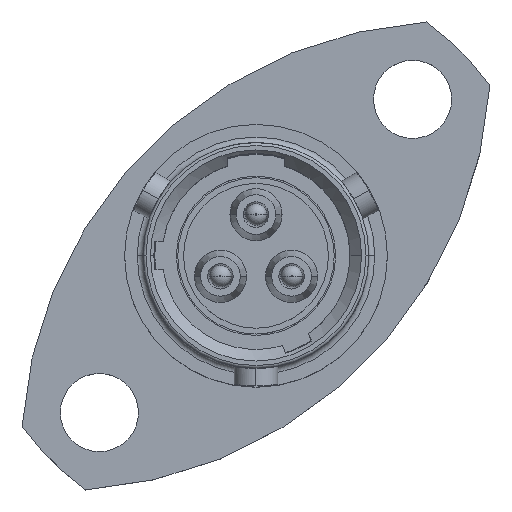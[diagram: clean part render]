
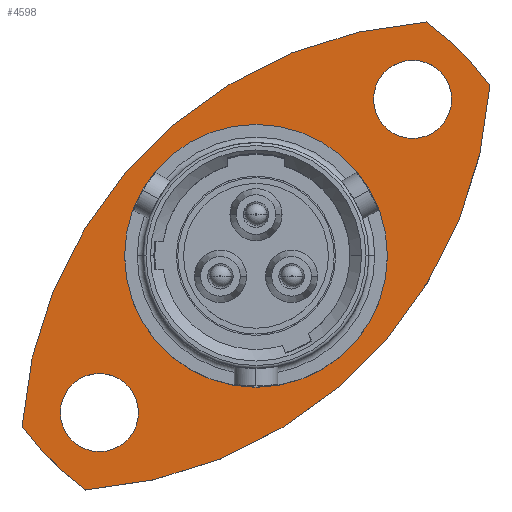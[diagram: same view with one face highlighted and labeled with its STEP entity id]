
A CAD part, top view. The second image highlights one B-rep face of the part: STEP entity #4598.
In plain terms, the highlighted planar face has unit normal (0, 0, 1).
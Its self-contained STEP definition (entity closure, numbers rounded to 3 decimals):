
#195 = VERTEX_POINT ( 'NONE', #17168 ) ;
#336 = DIRECTION ( 'NONE',  ( 0., 0., 1. ) ) ;
#388 = CARTESIAN_POINT ( 'NONE',  ( 0., 0., 9.2 ) ) ;
#400 = VERTEX_POINT ( 'NONE', #3502 ) ;
#420 = DIRECTION ( 'NONE',  ( 0., 0., -1. ) ) ;
#472 = AXIS2_PLACEMENT_3D ( 'NONE', #12200, #17231, #5441 ) ;
#509 = EDGE_CURVE ( 'NONE', #16854, #17466, #12174, .T. ) ;
#573 = CARTESIAN_POINT ( 'NONE',  ( -5.409, -5.409, 9.2 ) ) ;
#633 = CARTESIAN_POINT ( 'NONE',  ( 0., 0., 9.2 ) ) ;
#855 = CARTESIAN_POINT ( 'NONE',  ( -4.537, 0., 9.2 ) ) ;
#948 = AXIS2_PLACEMENT_3D ( 'NONE', #18849, #20614, #7184 ) ;
#1400 = AXIS2_PLACEMENT_3D ( 'NONE', #19296, #17715, #9211 ) ;
#2076 = DIRECTION ( 'NONE',  ( 1., 0., 0. ) ) ;
#2175 = DIRECTION ( 'NONE',  ( 0., 0., 1. ) ) ;
#2583 = CIRCLE ( 'NONE', #13906, 1.35 ) ;
#2945 = AXIS2_PLACEMENT_3D ( 'NONE', #19421, #14454, #17906 ) ;
#3294 = ORIENTED_EDGE ( 'NONE', *, *, #21358, .F. ) ;
#3359 = ORIENTED_EDGE ( 'NONE', *, *, #10099, .T. ) ;
#3502 = CARTESIAN_POINT ( 'NONE',  ( 4.059, 5.409, 9.2 ) ) ;
#4018 = CARTESIAN_POINT ( 'NONE',  ( -5.409, -5.409, 9.2 ) ) ;
#4110 = AXIS2_PLACEMENT_3D ( 'NONE', #388, #19123, #8661 ) ;
#4498 = EDGE_LOOP ( 'NONE', ( #3359, #16594 ) ) ;
#4598 = ADVANCED_FACE ( 'NONE', ( #7606, #8122, #20024, #15549 ), #10481, .T. ) ;
#5441 = DIRECTION ( 'NONE',  ( 1., 0., 0. ) ) ;
#5484 = CIRCLE ( 'NONE', #2945, 15. ) ;
#5526 = ORIENTED_EDGE ( 'NONE', *, *, #13243, .F. ) ;
#5603 = AXIS2_PLACEMENT_3D ( 'NONE', #19000, #336, #2076 ) ;
#5627 = AXIS2_PLACEMENT_3D ( 'NONE', #573, #15831, #7588 ) ;
#5710 = CIRCLE ( 'NONE', #10438, 1.35 ) ;
#6104 = EDGE_LOOP ( 'NONE', ( #3294, #13637, #5526, #12665 ) ) ;
#6588 = EDGE_LOOP ( 'NONE', ( #8026, #13318 ) ) ;
#6644 = DIRECTION ( 'NONE',  ( -1., 0., 0. ) ) ;
#7129 = AXIS2_PLACEMENT_3D ( 'NONE', #633, #420, #15959 ) ;
#7150 = ORIENTED_EDGE ( 'NONE', *, *, #14503, .F. ) ;
#7184 = DIRECTION ( 'NONE',  ( -1., 0., 0. ) ) ;
#7588 = DIRECTION ( 'NONE',  ( 1., 0., 0. ) ) ;
#7589 = CIRCLE ( 'NONE', #1400, 1.35 ) ;
#7606 = FACE_BOUND ( 'NONE', #6588, .T. ) ;
#7633 = AXIS2_PLACEMENT_3D ( 'NONE', #12022, #13464, #6644 ) ;
#8026 = ORIENTED_EDGE ( 'NONE', *, *, #509, .F. ) ;
#8122 = FACE_BOUND ( 'NONE', #15086, .T. ) ;
#8547 = EDGE_CURVE ( 'NONE', #400, #13884, #7589, .T. ) ;
#8661 = DIRECTION ( 'NONE',  ( -1., 0., 0. ) ) ;
#8691 = CIRCLE ( 'NONE', #7633, 4.537 ) ;
#9211 = DIRECTION ( 'NONE',  ( 1., 0., 0. ) ) ;
#9280 = CARTESIAN_POINT ( 'NONE',  ( 6.759, 5.409, 9.2 ) ) ;
#9563 = VERTEX_POINT ( 'NONE', #10504 ) ;
#10099 = EDGE_CURVE ( 'NONE', #10364, #9563, #11203, .T. ) ;
#10364 = VERTEX_POINT ( 'NONE', #855 ) ;
#10438 = AXIS2_PLACEMENT_3D ( 'NONE', #11608, #14670, #16277 ) ;
#10481 = PLANE ( 'NONE',  #5603 ) ;
#10504 = CARTESIAN_POINT ( 'NONE',  ( 4.537, 0., 9.2 ) ) ;
#10512 = VERTEX_POINT ( 'NONE', #20449 ) ;
#10540 = EDGE_CURVE ( 'NONE', #19207, #10512, #18028, .T. ) ;
#11203 = CIRCLE ( 'NONE', #948, 4.537 ) ;
#11608 = CARTESIAN_POINT ( 'NONE',  ( 5.409, 5.409, 9.2 ) ) ;
#12022 = CARTESIAN_POINT ( 'NONE',  ( 0., 0., 9.2 ) ) ;
#12174 = CIRCLE ( 'NONE', #5627, 1.35 ) ;
#12200 = CARTESIAN_POINT ( 'NONE',  ( 6.887, -6.887, 9.2 ) ) ;
#12472 = VERTEX_POINT ( 'NONE', #14921 ) ;
#12582 = DIRECTION ( 'NONE',  ( 1., 0., 0. ) ) ;
#12665 = ORIENTED_EDGE ( 'NONE', *, *, #19909, .F. ) ;
#13243 = EDGE_CURVE ( 'NONE', #12472, #19207, #19879, .T. ) ;
#13275 = EDGE_CURVE ( 'NONE', #17466, #16854, #2583, .T. ) ;
#13300 = CIRCLE ( 'NONE', #7129, 10. ) ;
#13318 = ORIENTED_EDGE ( 'NONE', *, *, #13275, .F. ) ;
#13464 = DIRECTION ( 'NONE',  ( 0., 0., -1. ) ) ;
#13637 = ORIENTED_EDGE ( 'NONE', *, *, #10540, .F. ) ;
#13735 = EDGE_CURVE ( 'NONE', #9563, #10364, #8691, .T. ) ;
#13884 = VERTEX_POINT ( 'NONE', #9280 ) ;
#13906 = AXIS2_PLACEMENT_3D ( 'NONE', #4018, #2175, #12582 ) ;
#14454 = DIRECTION ( 'NONE',  ( 0., 0., -1. ) ) ;
#14503 = EDGE_CURVE ( 'NONE', #13884, #400, #5710, .T. ) ;
#14610 = ORIENTED_EDGE ( 'NONE', *, *, #8547, .F. ) ;
#14670 = DIRECTION ( 'NONE',  ( 0., 0., 1. ) ) ;
#14733 = CARTESIAN_POINT ( 'NONE',  ( -4.059, -5.409, 9.2 ) ) ;
#14921 = CARTESIAN_POINT ( 'NONE',  ( -8.08, -5.892, 9.2 ) ) ;
#15086 = EDGE_LOOP ( 'NONE', ( #7150, #14610 ) ) ;
#15549 = FACE_BOUND ( 'NONE', #4498, .T. ) ;
#15831 = DIRECTION ( 'NONE',  ( 0., 0., 1. ) ) ;
#15959 = DIRECTION ( 'NONE',  ( -1., 0., 0. ) ) ;
#16277 = DIRECTION ( 'NONE',  ( 1., 0., 0. ) ) ;
#16594 = ORIENTED_EDGE ( 'NONE', *, *, #13735, .T. ) ;
#16854 = VERTEX_POINT ( 'NONE', #14733 ) ;
#17168 = CARTESIAN_POINT ( 'NONE',  ( -5.892, -8.08, 9.2 ) ) ;
#17231 = DIRECTION ( 'NONE',  ( 0., 0., -1. ) ) ;
#17466 = VERTEX_POINT ( 'NONE', #21503 ) ;
#17715 = DIRECTION ( 'NONE',  ( 0., 0., 1. ) ) ;
#17906 = DIRECTION ( 'NONE',  ( 1., 0., 0. ) ) ;
#18028 = CIRCLE ( 'NONE', #4110, 10. ) ;
#18156 = CARTESIAN_POINT ( 'NONE',  ( 5.892, 8.08, 9.2 ) ) ;
#18849 = CARTESIAN_POINT ( 'NONE',  ( 0., 0., 9.2 ) ) ;
#19000 = CARTESIAN_POINT ( 'NONE',  ( 0., 10., 9.2 ) ) ;
#19123 = DIRECTION ( 'NONE',  ( 0., 0., -1. ) ) ;
#19207 = VERTEX_POINT ( 'NONE', #18156 ) ;
#19296 = CARTESIAN_POINT ( 'NONE',  ( 5.409, 5.409, 9.2 ) ) ;
#19421 = CARTESIAN_POINT ( 'NONE',  ( -6.887, 6.887, 9.2 ) ) ;
#19879 = CIRCLE ( 'NONE', #472, 15. ) ;
#19909 = EDGE_CURVE ( 'NONE', #195, #12472, #13300, .T. ) ;
#20024 = FACE_OUTER_BOUND ( 'NONE', #6104, .T. ) ;
#20449 = CARTESIAN_POINT ( 'NONE',  ( 8.08, 5.892, 9.2 ) ) ;
#20614 = DIRECTION ( 'NONE',  ( 0., 0., -1. ) ) ;
#21358 = EDGE_CURVE ( 'NONE', #10512, #195, #5484, .T. ) ;
#21503 = CARTESIAN_POINT ( 'NONE',  ( -6.759, -5.409, 9.2 ) ) ;
